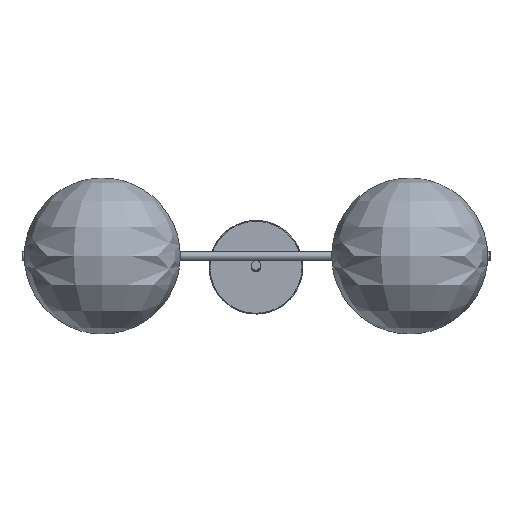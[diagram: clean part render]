
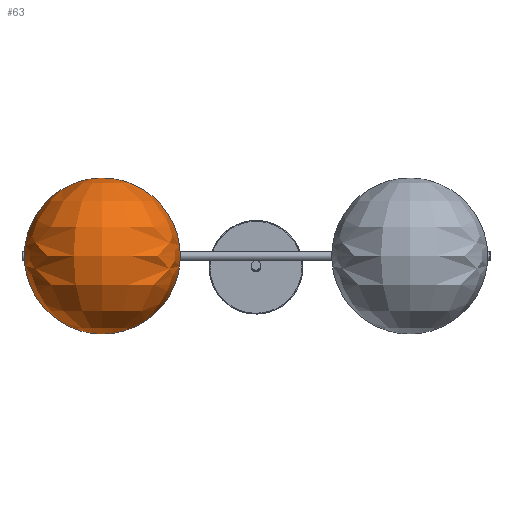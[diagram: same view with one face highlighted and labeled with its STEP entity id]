
A CAD part, top view. The second image highlights one B-rep face of the part: STEP entity #63.
In plain terms, the highlighted free-form (B-spline) face has degree [2, 2] with [5, 5] control points.
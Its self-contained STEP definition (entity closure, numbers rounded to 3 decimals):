
#63=ADVANCED_FACE('',(#95),#370,.T.);
#95=FACE_OUTER_BOUND('',#128,.T.);
#128=EDGE_LOOP('',(#193,#194));
#193=ORIENTED_EDGE('',*,*,#262,.T.);
#194=ORIENTED_EDGE('',*,*,#260,.F.);
#260=EDGE_CURVE('',#347,#348,#308,.T.);
#262=EDGE_CURVE('',#347,#348,#309,.T.);
#308=(
BOUNDED_CURVE()
B_SPLINE_CURVE(2,(#863,#864,#865,#866,#867),.UNSPECIFIED.,.F.,.F.)
B_SPLINE_CURVE_WITH_KNOTS((3,2,3),(-157.08,0.,157.08),
 .UNSPECIFIED.)
CURVE()
GEOMETRIC_REPRESENTATION_ITEM()
RATIONAL_B_SPLINE_CURVE((1.,0.707,1.,0.707,1.))
REPRESENTATION_ITEM('')
);
#309=(
BOUNDED_CURVE()
B_SPLINE_CURVE(2,(#927,#928,#929,#930,#931),.UNSPECIFIED.,.F.,.F.)
B_SPLINE_CURVE_WITH_KNOTS((3,2,3),(-157.08,0.,157.08),
 .UNSPECIFIED.)
CURVE()
GEOMETRIC_REPRESENTATION_ITEM()
RATIONAL_B_SPLINE_CURVE((1.,0.707,1.,0.707,1.))
REPRESENTATION_ITEM('')
);
#347=VERTEX_POINT('',#860);
#348=VERTEX_POINT('',#861);
#370=(
BOUNDED_SURFACE()
B_SPLINE_SURFACE(2,2,((#835,#836,#837,#838,#839),(#840,#841,#842,#843,#844),
(#845,#846,#847,#848,#849),(#850,#851,#852,#853,#854),(#855,#856,#857,#858,
#859)),.UNSPECIFIED.,.F.,.F.,.F.)
B_SPLINE_SURFACE_WITH_KNOTS((3,2,3),(3,2,3),(-157.08,0.,157.08),
(314.159,471.239,628.319),.UNSPECIFIED.)
GEOMETRIC_REPRESENTATION_ITEM()
RATIONAL_B_SPLINE_SURFACE(((1.,0.707,1.,0.707,1.),
(0.707,0.5,0.707,0.5,0.707),(1.,0.707,
1.,0.707,1.),(0.707,0.5,0.707,0.5,0.707),
(1.,0.707,1.,0.707,1.)))
REPRESENTATION_ITEM('')
SURFACE()
);
#835=CARTESIAN_POINT('',(-197.,100.,1417.064));
#836=CARTESIAN_POINT('',(-197.,100.,1417.064));
#837=CARTESIAN_POINT('',(-197.,100.,1417.064));
#838=CARTESIAN_POINT('',(-197.,100.,1417.064));
#839=CARTESIAN_POINT('',(-197.,100.,1417.064));
#840=CARTESIAN_POINT('',(-297.,100.,1417.064));
#841=CARTESIAN_POINT('',(-297.,100.,1517.064));
#842=CARTESIAN_POINT('',(-197.,100.,1517.064));
#843=CARTESIAN_POINT('',(-97.,100.,1517.064));
#844=CARTESIAN_POINT('',(-97.,100.,1417.064));
#845=CARTESIAN_POINT('',(-297.,0.,1417.064));
#846=CARTESIAN_POINT('',(-297.,0.,1517.064));
#847=CARTESIAN_POINT('',(-197.,0.,1517.064));
#848=CARTESIAN_POINT('',(-97.,0.,1517.064));
#849=CARTESIAN_POINT('',(-97.,0.,1417.064));
#850=CARTESIAN_POINT('',(-297.,-100.,1417.064));
#851=CARTESIAN_POINT('',(-297.,-100.,1517.064));
#852=CARTESIAN_POINT('',(-197.,-100.,1517.064));
#853=CARTESIAN_POINT('',(-97.,-100.,1517.064));
#854=CARTESIAN_POINT('',(-97.,-100.,1417.064));
#855=CARTESIAN_POINT('',(-197.,-100.,1417.064));
#856=CARTESIAN_POINT('',(-197.,-100.,1417.064));
#857=CARTESIAN_POINT('',(-197.,-100.,1417.064));
#858=CARTESIAN_POINT('',(-197.,-100.,1417.064));
#859=CARTESIAN_POINT('',(-197.,-100.,1417.064));
#860=CARTESIAN_POINT('',(-197.,100.,1417.064));
#861=CARTESIAN_POINT('',(-197.,-100.,1417.064));
#863=CARTESIAN_POINT('',(-197.,100.,1417.064));
#864=CARTESIAN_POINT('',(-97.,100.,1417.064));
#865=CARTESIAN_POINT('',(-97.,0.,1417.064));
#866=CARTESIAN_POINT('',(-97.,-100.,1417.064));
#867=CARTESIAN_POINT('',(-197.,-100.,1417.064));
#927=CARTESIAN_POINT('',(-197.,100.,1417.064));
#928=CARTESIAN_POINT('',(-297.,100.,1417.064));
#929=CARTESIAN_POINT('',(-297.,0.,1417.064));
#930=CARTESIAN_POINT('',(-297.,-100.,1417.064));
#931=CARTESIAN_POINT('',(-197.,-100.,1417.064));
